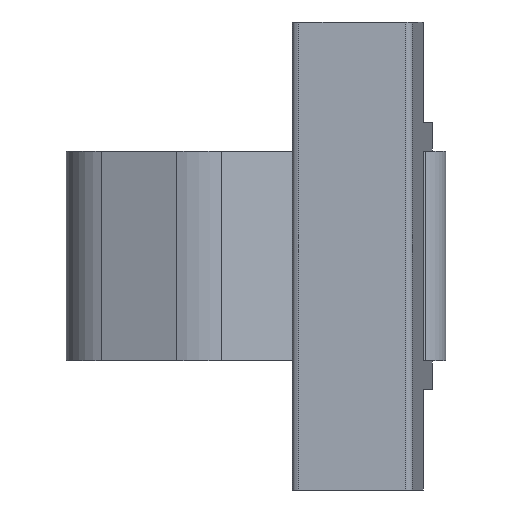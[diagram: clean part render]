
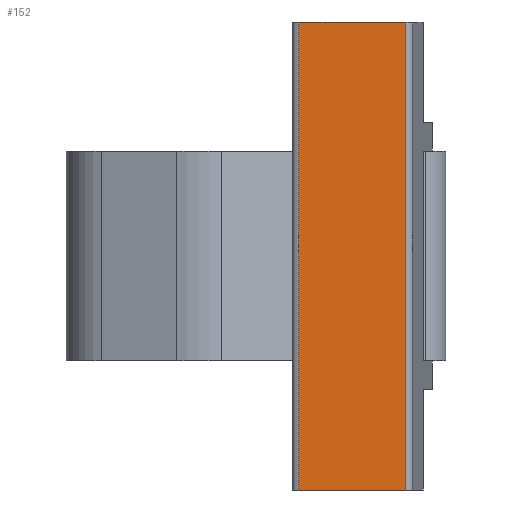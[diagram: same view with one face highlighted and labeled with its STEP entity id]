
A CAD part, left-side view. The second image highlights one B-rep face of the part: STEP entity #152.
In plain terms, the highlighted planar face has unit normal (-1, 0, 0).
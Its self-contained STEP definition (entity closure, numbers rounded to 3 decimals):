
#152 = ADVANCED_FACE( '', ( #244 ), #245, .F. );
#244 = FACE_OUTER_BOUND( '', #383, .T. );
#245 = PLANE( '', #384 );
#383 = EDGE_LOOP( '', ( #694, #695, #696, #697 ) );
#384 = AXIS2_PLACEMENT_3D( '', #698, #699, #700 );
#694 = ORIENTED_EDGE( '', *, *, #1162, .T. );
#695 = ORIENTED_EDGE( '', *, *, #1163, .F. );
#696 = ORIENTED_EDGE( '', *, *, #1164, .F. );
#697 = ORIENTED_EDGE( '', *, *, #1165, .T. );
#698 = CARTESIAN_POINT( '', ( -18., 6., 17.5 ) );
#699 = DIRECTION( '', ( 1., 0., 0. ) );
#700 = DIRECTION( '', ( 0., 0., -1. ) );
#1162 = EDGE_CURVE( '', #1440, #1441, #1442, .T. );
#1163 = EDGE_CURVE( '', #1443, #1441, #1444, .T. );
#1164 = EDGE_CURVE( '', #1445, #1443, #1446, .T. );
#1165 = EDGE_CURVE( '', #1445, #1440, #1447, .T. );
#1440 = VERTEX_POINT( '', #1820 );
#1441 = VERTEX_POINT( '', #1821 );
#1442 = LINE( '', #1822, #1823 );
#1443 = VERTEX_POINT( '', #1824 );
#1444 = LINE( '', #1825, #1826 );
#1445 = VERTEX_POINT( '', #1827 );
#1446 = LINE( '', #1828, #1829 );
#1447 = LINE( '', #1830, #1831 );
#1820 = CARTESIAN_POINT( '', ( -18., 6., -17.5 ) );
#1821 = CARTESIAN_POINT( '', ( -18., -2., -17.5 ) );
#1822 = CARTESIAN_POINT( '', ( -18., 6., -17.5 ) );
#1823 = VECTOR( '', #2176, 1000. );
#1824 = CARTESIAN_POINT( '', ( -18., -2., 17.5 ) );
#1825 = CARTESIAN_POINT( '', ( -18., -2., 17.5 ) );
#1826 = VECTOR( '', #2177, 1000. );
#1827 = CARTESIAN_POINT( '', ( -18., 6., 17.5 ) );
#1828 = CARTESIAN_POINT( '', ( -18., 6., 17.5 ) );
#1829 = VECTOR( '', #2178, 1000. );
#1830 = CARTESIAN_POINT( '', ( -18., 6., 17.5 ) );
#1831 = VECTOR( '', #2179, 1000. );
#2176 = DIRECTION( '', ( 0., -1., 0. ) );
#2177 = DIRECTION( '', ( 0., 0., -1. ) );
#2178 = DIRECTION( '', ( 0., -1., 0. ) );
#2179 = DIRECTION( '', ( 0., 0., -1. ) );
